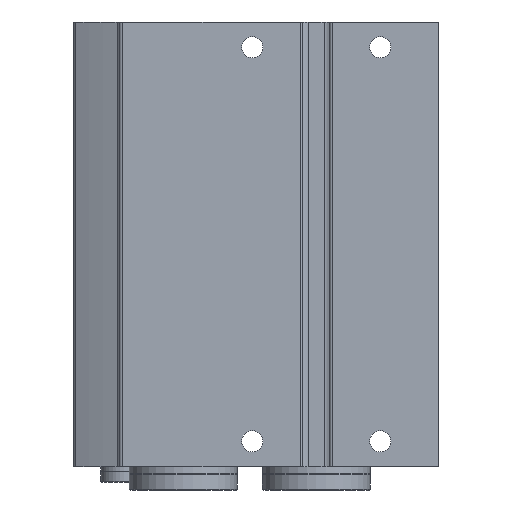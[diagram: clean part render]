
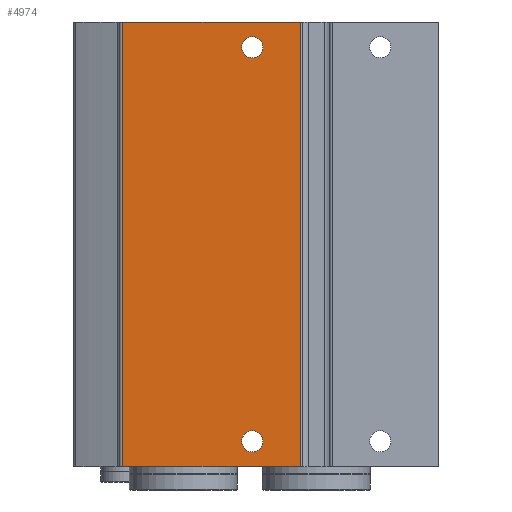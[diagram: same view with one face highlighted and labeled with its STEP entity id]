
A CAD part, front view. The second image highlights one B-rep face of the part: STEP entity #4974.
In plain terms, the highlighted planar face has unit normal (0, -1, 0).
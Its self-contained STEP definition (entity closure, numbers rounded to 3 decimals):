
#169=PLANE('',#5393);
#346=CIRCLE('',#5394,3.15);
#347=CIRCLE('',#5395,3.15);
#685=ORIENTED_EDGE('',*,*,#1997,.F.);
#686=ORIENTED_EDGE('',*,*,#1998,.F.);
#687=ORIENTED_EDGE('',*,*,#1999,.F.);
#688=ORIENTED_EDGE('',*,*,#1996,.F.);
#689=ORIENTED_EDGE('',*,*,#2000,.T.);
#690=ORIENTED_EDGE('',*,*,#2001,.T.);
#1996=EDGE_CURVE('',#2649,#2648,#3129,.T.);
#1997=EDGE_CURVE('',#2650,#2650,#346,.T.);
#1998=EDGE_CURVE('',#2651,#2651,#347,.T.);
#1999=EDGE_CURVE('',#2648,#2652,#3130,.T.);
#2000=EDGE_CURVE('',#2649,#2653,#3131,.T.);
#2001=EDGE_CURVE('',#2653,#2652,#3132,.T.);
#2648=VERTEX_POINT('',#7819);
#2649=VERTEX_POINT('',#7821);
#2650=VERTEX_POINT('',#7825);
#2651=VERTEX_POINT('',#7827);
#2652=VERTEX_POINT('',#7829);
#2653=VERTEX_POINT('',#7831);
#3129=LINE('',#7822,#3482);
#3130=LINE('',#7828,#3483);
#3131=LINE('',#7830,#3484);
#3132=LINE('',#7832,#3485);
#3482=VECTOR('',#6063,1000.);
#3483=VECTOR('',#6070,1000.);
#3484=VECTOR('',#6071,1000.);
#3485=VECTOR('',#6072,1000.);
#3840=EDGE_LOOP('',(#685));
#3841=EDGE_LOOP('',(#686));
#3842=EDGE_LOOP('',(#687,#688,#689,#690));
#4355=FACE_BOUND('',#3840,.T.);
#4356=FACE_BOUND('',#3841,.T.);
#4357=FACE_BOUND('',#3842,.T.);
#4974=ADVANCED_FACE('',(#4355,#4356,#4357),#169,.T.);
#5393=AXIS2_PLACEMENT_3D('',#7823,#6064,#6065);
#5394=AXIS2_PLACEMENT_3D('',#7824,#6066,#6067);
#5395=AXIS2_PLACEMENT_3D('',#7826,#6068,#6069);
#6063=DIRECTION('',(0.,0.,1.));
#6064=DIRECTION('',(0.,-1.,0.));
#6065=DIRECTION('',(0.,0.,-1.));
#6066=DIRECTION('',(0.,-1.,0.));
#6067=DIRECTION('',(0.,0.,-1.));
#6068=DIRECTION('',(0.,-1.,0.));
#6069=DIRECTION('',(0.,0.,-1.));
#6070=DIRECTION('',(1.,0.,0.));
#6071=DIRECTION('',(1.,0.,0.));
#6072=DIRECTION('',(0.,0.,1.));
#7819=CARTESIAN_POINT('',(-57.5,0.,0.));
#7821=CARTESIAN_POINT('',(-57.5,0.,-132.));
#7822=CARTESIAN_POINT('',(-57.5,0.,-132.));
#7823=CARTESIAN_POINT('',(-57.5,0.,-132.));
#7824=CARTESIAN_POINT('',(-19.,0.,-124.5));
#7825=CARTESIAN_POINT('',(-19.,0.,-127.65));
#7826=CARTESIAN_POINT('',(-19.,0.,-7.5));
#7827=CARTESIAN_POINT('',(-19.,0.,-10.65));
#7828=CARTESIAN_POINT('',(-57.5,0.,0.));
#7829=CARTESIAN_POINT('',(-4.7,0.,0.));
#7830=CARTESIAN_POINT('',(-57.5,0.,-132.));
#7831=CARTESIAN_POINT('',(-4.7,0.,-132.));
#7832=CARTESIAN_POINT('',(-4.7,0.,-132.));
